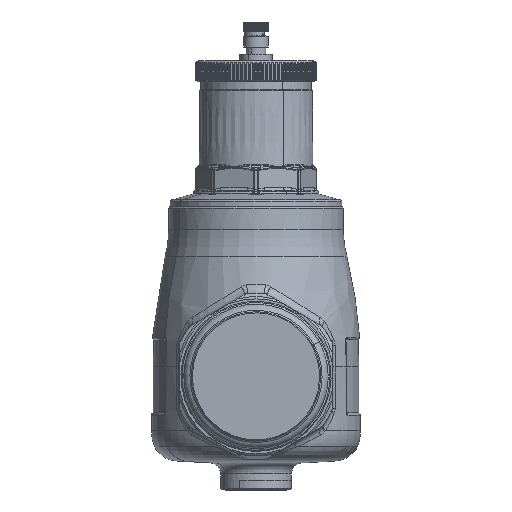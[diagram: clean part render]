
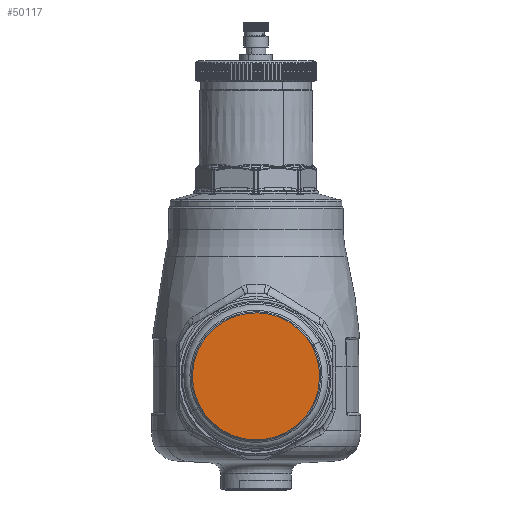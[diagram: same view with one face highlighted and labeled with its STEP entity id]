
A CAD part, left-side view. The second image highlights one B-rep face of the part: STEP entity #50117.
In plain terms, the highlighted planar face has unit normal (1, 0, 0).
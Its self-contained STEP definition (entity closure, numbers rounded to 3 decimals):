
#50069=CARTESIAN_POINT('Vertex',(-109.5,25.187,-13.76)) ;
#50076=CARTESIAN_POINT('Vertex',(-109.5,-25.187,13.76)) ;
#50079=CARTESIAN_POINT('Axis2P3D Location',(-109.5,0.,0.)) ;
#50096=CARTESIAN_POINT('Axis2P3D Location',(-109.5,0.,0.)) ;
#50108=CARTESIAN_POINT('Axis2P3D Location',(-109.5,28.7,0.)) ;
#50080=DIRECTION('Axis2P3D Direction',(1.,0.,0.)) ;
#50097=DIRECTION('Axis2P3D Direction',(1.,0.,0.)) ;
#50109=DIRECTION('Axis2P3D Direction',(-1.,0.,0.)) ;
#50110=DIRECTION('Axis2P3D XDirection',(0.,0.,1.)) ;
#50081=AXIS2_PLACEMENT_3D('Circle Axis2P3D',#50079,#50080,$) ;
#50098=AXIS2_PLACEMENT_3D('Circle Axis2P3D',#50096,#50097,$) ;
#50111=AXIS2_PLACEMENT_3D('Plane Axis2P3D',#50108,#50109,#50110) ;
#50114=ORIENTED_EDGE('',*,*,#50100,.F.) ;
#50115=ORIENTED_EDGE('',*,*,#50083,.F.) ;
#50117=ADVANCED_FACE('Sheet.7',(#50116),#50112,.F.) ;
#50082=CIRCLE('generated circle',#50081,28.7) ;
#50099=CIRCLE('generated circle',#50098,28.7) ;
#50083=EDGE_CURVE('',#50077,#50070,#50082,.F.) ;
#50100=EDGE_CURVE('',#50070,#50077,#50099,.F.) ;
#50113=EDGE_LOOP('',(#50114,#50115)) ;
#50116=FACE_OUTER_BOUND('',#50113,.T.) ;
#50112=PLANE('',#50111) ;
#50070=VERTEX_POINT('',#50069) ;
#50077=VERTEX_POINT('',#50076) ;
